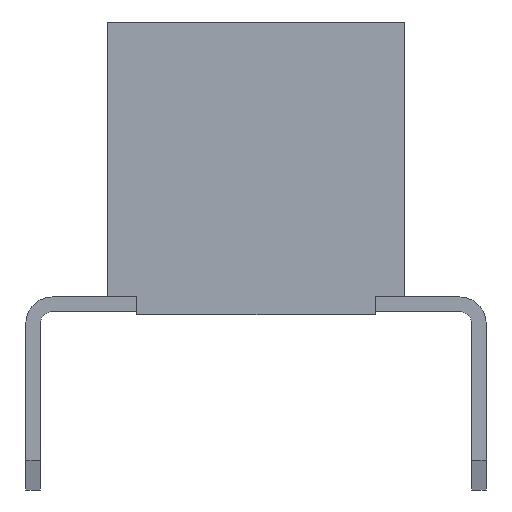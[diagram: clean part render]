
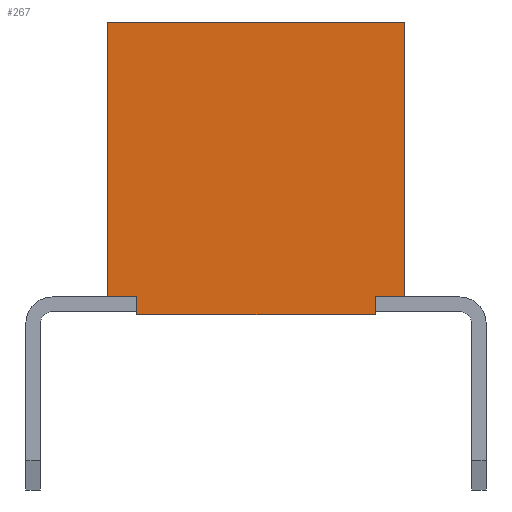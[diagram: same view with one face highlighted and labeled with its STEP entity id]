
A CAD part, left-side view. The second image highlights one B-rep face of the part: STEP entity #267.
In plain terms, the highlighted planar face has unit normal (-1, 0, 0).
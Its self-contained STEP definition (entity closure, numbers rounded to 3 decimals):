
#267=ADVANCED_FACE('',(#1208),#768,.T.);
#768=PLANE('',#9842);
#1208=FACE_OUTER_BOUND('',#1744,.T.);
#1744=EDGE_LOOP('',(#2654,#2655,#2656,#2657,#2658,#2659,#2660,#2661));
#2654=ORIENTED_EDGE('',*,*,#6291,.T.);
#2655=ORIENTED_EDGE('',*,*,#6289,.T.);
#2656=ORIENTED_EDGE('',*,*,#6304,.F.);
#2657=ORIENTED_EDGE('',*,*,#6101,.T.);
#2658=ORIENTED_EDGE('',*,*,#6305,.T.);
#2659=ORIENTED_EDGE('',*,*,#6306,.T.);
#2660=ORIENTED_EDGE('',*,*,#6307,.F.);
#2661=ORIENTED_EDGE('',*,*,#6097,.T.);
#5217=VERTEX_POINT('',#13387);
#5218=VERTEX_POINT('',#13389);
#5221=VERTEX_POINT('',#13395);
#5222=VERTEX_POINT('',#13397);
#5407=VERTEX_POINT('',#13768);
#5409=VERTEX_POINT('',#13772);
#5410=VERTEX_POINT('',#13792);
#5411=VERTEX_POINT('',#13794);
#6097=EDGE_CURVE('',#5218,#5217,#7489,.T.);
#6101=EDGE_CURVE('',#5222,#5221,#7493,.T.);
#6289=EDGE_CURVE('',#5407,#5409,#7681,.T.);
#6291=EDGE_CURVE('',#5217,#5407,#7683,.T.);
#6304=EDGE_CURVE('',#5222,#5409,#7696,.T.);
#6305=EDGE_CURVE('',#5221,#5410,#7697,.T.);
#6306=EDGE_CURVE('',#5410,#5411,#7698,.T.);
#6307=EDGE_CURVE('',#5218,#5411,#7699,.T.);
#7489=LINE('',#13388,#8759);
#7493=LINE('',#13396,#8763);
#7681=LINE('',#13773,#8951);
#7683=LINE('',#13776,#8953);
#7696=LINE('',#13790,#8966);
#7697=LINE('',#13791,#8967);
#7698=LINE('',#13793,#8968);
#7699=LINE('',#13795,#8969);
#8759=VECTOR('',#10679,1.);
#8763=VECTOR('',#10683,1.);
#8951=VECTOR('',#10873,1.);
#8953=VECTOR('',#10877,1.);
#8966=VECTOR('',#10892,1.);
#8967=VECTOR('',#10893,1.);
#8968=VECTOR('',#10894,1.);
#8969=VECTOR('',#10895,1.);
#9842=AXIS2_PLACEMENT_3D('',#13796,#10896,#10897);
#10679=DIRECTION('',(0.,-1.,0.));
#10683=DIRECTION('',(0.,-1.,0.));
#10873=DIRECTION('',(0.,1.,0.));
#10877=DIRECTION('',(0.,0.,1.));
#10892=DIRECTION('',(0.,0.,1.));
#10893=DIRECTION('',(0.,0.,-1.));
#10894=DIRECTION('',(0.,-1.,0.));
#10895=DIRECTION('',(0.,0.,-1.));
#10896=DIRECTION('',(-1.,0.,0.));
#10897=DIRECTION('',(0.,0.,1.));
#13387=CARTESIAN_POINT('',(0.,0.,0.));
#13388=CARTESIAN_POINT('',(0.,2.54,0.));
#13389=CARTESIAN_POINT('',(0.,0.5,0.));
#13395=CARTESIAN_POINT('',(0.,4.58,0.));
#13396=CARTESIAN_POINT('',(0.,2.54,0.));
#13397=CARTESIAN_POINT('',(0.,5.08,0.));
#13768=CARTESIAN_POINT('',(0.,0.,4.7));
#13772=CARTESIAN_POINT('',(0.,5.08,4.7));
#13773=CARTESIAN_POINT('',(0.,2.54,4.7));
#13776=CARTESIAN_POINT('',(0.,0.,0.));
#13790=CARTESIAN_POINT('',(0.,5.08,0.));
#13791=CARTESIAN_POINT('',(0.,4.58,-0.3));
#13792=CARTESIAN_POINT('',(0.,4.58,-0.3));
#13793=CARTESIAN_POINT('',(0.,4.58,-0.3));
#13794=CARTESIAN_POINT('',(0.,0.5,-0.3));
#13795=CARTESIAN_POINT('',(0.,0.5,-0.3));
#13796=CARTESIAN_POINT('',(0.,2.54,0.));
